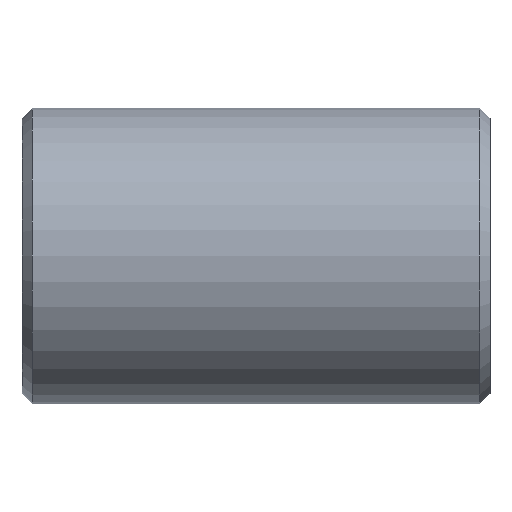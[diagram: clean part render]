
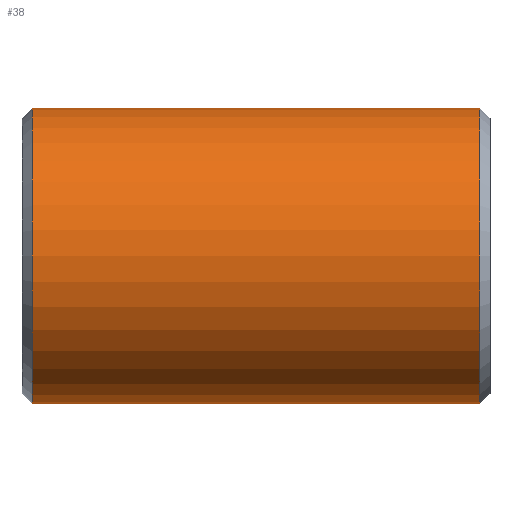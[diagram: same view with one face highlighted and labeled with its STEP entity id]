
A CAD part, front view. The second image highlights one B-rep face of the part: STEP entity #38.
In plain terms, the highlighted cylindrical face has radius 136.525 mm (diameter 273.05 mm), a partial arc.
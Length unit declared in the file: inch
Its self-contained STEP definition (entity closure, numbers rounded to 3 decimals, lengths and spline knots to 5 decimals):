
#11 = EDGE_LOOP ( 'NONE', ( #73, #536, #604, #201 ) ) ;
#38 = ADVANCED_FACE ( 'NONE', ( #739 ), #615, .T. ) ;
#45 = LINE ( 'NONE', #749, #157 ) ;
#49 = DIRECTION ( 'NONE',  ( -1., 0., 0. ) ) ;
#57 = EDGE_CURVE ( 'NONE', #637, #130, #297, .T. ) ;
#73 = ORIENTED_EDGE ( 'NONE', *, *, #57, .F. ) ;
#88 = CARTESIAN_POINT ( 'NONE',  ( -8.125, 0., 0. ) ) ;
#130 = VERTEX_POINT ( 'NONE', #572 ) ;
#157 = VECTOR ( 'NONE', #740, 39.37008 ) ;
#166 = EDGE_CURVE ( 'NONE', #577, #130, #374, .T. ) ;
#198 = CARTESIAN_POINT ( 'NONE',  ( -8.125, 0., 5.375 ) ) ;
#201 = ORIENTED_EDGE ( 'NONE', *, *, #166, .T. ) ;
#231 = CARTESIAN_POINT ( 'NONE',  ( 8.5, 0., 0. ) ) ;
#236 = DIRECTION ( 'NONE',  ( -1., 0., 0. ) ) ;
#243 = CARTESIAN_POINT ( 'NONE',  ( 8.125, 0., 0. ) ) ;
#246 = CARTESIAN_POINT ( 'NONE',  ( 8.125, 0., 5.375 ) ) ;
#248 = CARTESIAN_POINT ( 'NONE',  ( 8.125, 0., -5.375 ) ) ;
#297 = LINE ( 'NONE', #674, #765 ) ;
#303 = DIRECTION ( 'NONE',  ( 0., 0., 1. ) ) ;
#360 = AXIS2_PLACEMENT_3D ( 'NONE', #243, #236, #683 ) ;
#374 = CIRCLE ( 'NONE', #693, 5.375 ) ;
#376 = EDGE_CURVE ( 'NONE', #413, #577, #45, .T. ) ;
#413 = VERTEX_POINT ( 'NONE', #246 ) ;
#418 = EDGE_CURVE ( 'NONE', #637, #413, #646, .T. ) ;
#528 = DIRECTION ( 'NONE',  ( 0., 0., 1. ) ) ;
#536 = ORIENTED_EDGE ( 'NONE', *, *, #418, .T. ) ;
#545 = DIRECTION ( 'NONE',  ( -1., 0., 0. ) ) ;
#566 = AXIS2_PLACEMENT_3D ( 'NONE', #231, #49, #303 ) ;
#572 = CARTESIAN_POINT ( 'NONE',  ( -8.125, 0., -5.375 ) ) ;
#577 = VERTEX_POINT ( 'NONE', #198 ) ;
#604 = ORIENTED_EDGE ( 'NONE', *, *, #376, .T. ) ;
#615 = CYLINDRICAL_SURFACE ( 'NONE', #566, 5.375 ) ;
#637 = VERTEX_POINT ( 'NONE', #248 ) ;
#646 = CIRCLE ( 'NONE', #360, 5.375 ) ;
#674 = CARTESIAN_POINT ( 'NONE',  ( 8.5, 0., -5.375 ) ) ;
#683 = DIRECTION ( 'NONE',  ( 0., 0., -1. ) ) ;
#693 = AXIS2_PLACEMENT_3D ( 'NONE', #88, #775, #528 ) ;
#739 = FACE_OUTER_BOUND ( 'NONE', #11, .T. ) ;
#740 = DIRECTION ( 'NONE',  ( -1., 0., 0. ) ) ;
#749 = CARTESIAN_POINT ( 'NONE',  ( 8.5, 0., 5.375 ) ) ;
#765 = VECTOR ( 'NONE', #545, 39.37008 ) ;
#775 = DIRECTION ( 'NONE',  ( 1., 0., 0. ) ) ;
